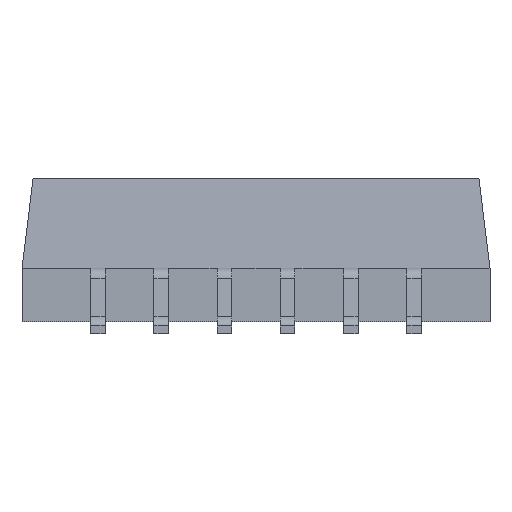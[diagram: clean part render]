
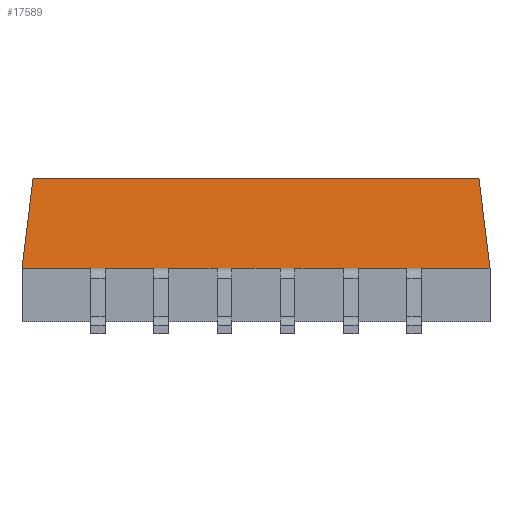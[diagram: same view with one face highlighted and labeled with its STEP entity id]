
A CAD part, front view. The second image highlights one B-rep face of the part: STEP entity #17589.
In plain terms, the highlighted planar face has unit normal (0, -0.993, 0.122).
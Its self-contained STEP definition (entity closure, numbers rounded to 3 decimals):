
#460 = LINE ( 'NONE', #14029, #7296 ) ;
#508 = ORIENTED_EDGE ( 'NONE', *, *, #8133, .T. ) ;
#742 = VERTEX_POINT ( 'NONE', #22029 ) ;
#884 = VERTEX_POINT ( 'NONE', #19671 ) ;
#1244 = LINE ( 'NONE', #16580, #16758 ) ;
#1271 = CARTESIAN_POINT ( 'NONE',  ( 0.77, -5.85, 0. ) ) ;
#1486 = EDGE_CURVE ( 'NONE', #3192, #18033, #11281, .T. ) ;
#1959 = DIRECTION ( 'NONE',  ( -1., 0., 0. ) ) ;
#2089 = VECTOR ( 'NONE', #8577, 1000. ) ;
#2410 = ORIENTED_EDGE ( 'NONE', *, *, #7399, .T. ) ;
#2471 = CARTESIAN_POINT ( 'NONE',  ( 7.4, -5.85, 0. ) ) ;
#2739 = CARTESIAN_POINT ( 'NONE',  ( 7.4, -5.85, 0. ) ) ;
#2757 = DIRECTION ( 'NONE',  ( 1., 0., 0. ) ) ;
#2965 = DIRECTION ( 'NONE',  ( 1., 0., 0. ) ) ;
#3192 = VERTEX_POINT ( 'NONE', #16851 ) ;
#3294 = CARTESIAN_POINT ( 'NONE',  ( -7.183, -5.633, 1.764 ) ) ;
#3350 = EDGE_CURVE ( 'NONE', #4995, #8398, #10034, .T. ) ;
#3517 = FACE_OUTER_BOUND ( 'NONE', #12520, .T. ) ;
#3593 = DIRECTION ( 'NONE',  ( 1., 0., 0. ) ) ;
#3634 = LINE ( 'NONE', #3743, #21391 ) ;
#3712 = CARTESIAN_POINT ( 'NONE',  ( 4.77, -5.85, 0. ) ) ;
#3743 = CARTESIAN_POINT ( 'NONE',  ( -3.23, -5.85, 0. ) ) ;
#3858 = CARTESIAN_POINT ( 'NONE',  ( 7.4, -5.85, 0. ) ) ;
#4031 = VERTEX_POINT ( 'NONE', #20169 ) ;
#4142 = ORIENTED_EDGE ( 'NONE', *, *, #8894, .T. ) ;
#4447 = CARTESIAN_POINT ( 'NONE',  ( 7.4, -5.85, 0. ) ) ;
#4531 = VERTEX_POINT ( 'NONE', #9841 ) ;
#4538 = DIRECTION ( 'NONE',  ( 1., 0., 0. ) ) ;
#4812 = LINE ( 'NONE', #21987, #5605 ) ;
#4873 = LINE ( 'NONE', #8358, #21341 ) ;
#4966 = ORIENTED_EDGE ( 'NONE', *, *, #19237, .T. ) ;
#4995 = VERTEX_POINT ( 'NONE', #20369 ) ;
#5156 = ORIENTED_EDGE ( 'NONE', *, *, #7675, .F. ) ;
#5165 = VECTOR ( 'NONE', #19899, 1000. ) ;
#5240 = EDGE_CURVE ( 'NONE', #4031, #18988, #3634, .T. ) ;
#5339 = LINE ( 'NONE', #18532, #19248 ) ;
#5419 = EDGE_CURVE ( 'NONE', #15606, #4531, #1244, .T. ) ;
#5605 = VECTOR ( 'NONE', #11653, 1000. ) ;
#5734 = EDGE_CURVE ( 'NONE', #8398, #21203, #5339, .T. ) ;
#5747 = LINE ( 'NONE', #15913, #8504 ) ;
#6086 = LINE ( 'NONE', #2471, #15588 ) ;
#6089 = ORIENTED_EDGE ( 'NONE', *, *, #11365, .T. ) ;
#6269 = CARTESIAN_POINT ( 'NONE',  ( 0., -5.5, 2.849 ) ) ;
#6707 = DIRECTION ( 'NONE',  ( 1., 0., 0. ) ) ;
#7296 = VECTOR ( 'NONE', #3593, 1000. ) ;
#7399 = EDGE_CURVE ( 'NONE', #17667, #8474, #21806, .T. ) ;
#7675 = EDGE_CURVE ( 'NONE', #4995, #19132, #18107, .T. ) ;
#7757 = CARTESIAN_POINT ( 'NONE',  ( 7.05, -5.5, 2.849 ) ) ;
#8026 = EDGE_CURVE ( 'NONE', #4531, #12954, #4873, .T. ) ;
#8098 = DIRECTION ( 'NONE',  ( 1., 0., 0. ) ) ;
#8133 = EDGE_CURVE ( 'NONE', #21203, #742, #5747, .T. ) ;
#8181 = CARTESIAN_POINT ( 'NONE',  ( -1.23, -5.85, 0. ) ) ;
#8358 = CARTESIAN_POINT ( 'NONE',  ( 7.4, -5.85, 0. ) ) ;
#8366 = ORIENTED_EDGE ( 'NONE', *, *, #13803, .T. ) ;
#8398 = VERTEX_POINT ( 'NONE', #10767 ) ;
#8474 = VERTEX_POINT ( 'NONE', #13885 ) ;
#8504 = VECTOR ( 'NONE', #17806, 1000. ) ;
#8577 = DIRECTION ( 'NONE',  ( -0.121, -0.121, -0.985 ) ) ;
#8894 = EDGE_CURVE ( 'NONE', #18033, #17667, #17750, .T. ) ;
#9253 = LINE ( 'NONE', #2739, #9830 ) ;
#9444 = ORIENTED_EDGE ( 'NONE', *, *, #3350, .T. ) ;
#9586 = DIRECTION ( 'NONE',  ( 0.121, -0.121, -0.985 ) ) ;
#9830 = VECTOR ( 'NONE', #9586, 1000. ) ;
#9841 = CARTESIAN_POINT ( 'NONE',  ( 5.23, -5.85, 0. ) ) ;
#10034 = LINE ( 'NONE', #3294, #2089 ) ;
#10120 = ORIENTED_EDGE ( 'NONE', *, *, #8026, .T. ) ;
#10767 = CARTESIAN_POINT ( 'NONE',  ( -7.4, -5.85, 0. ) ) ;
#10948 = LINE ( 'NONE', #18073, #21824 ) ;
#11281 = LINE ( 'NONE', #1271, #11725 ) ;
#11348 = ORIENTED_EDGE ( 'NONE', *, *, #5419, .T. ) ;
#11365 = EDGE_CURVE ( 'NONE', #884, #3192, #6086, .T. ) ;
#11653 = DIRECTION ( 'NONE',  ( 1., 0., 0. ) ) ;
#11725 = VECTOR ( 'NONE', #17951, 1000. ) ;
#11904 = CARTESIAN_POINT ( 'NONE',  ( -2.77, -5.85, 0. ) ) ;
#12470 = ORIENTED_EDGE ( 'NONE', *, *, #19391, .F. ) ;
#12487 = CARTESIAN_POINT ( 'NONE',  ( 1.23, -5.85, 0. ) ) ;
#12520 = EDGE_LOOP ( 'NONE', ( #12470, #5156, #9444, #14981, #508, #8366, #21345, #15465, #4966, #6089, #21886, #4142, #2410, #20762, #11348, #10120 ) ) ;
#12810 = VECTOR ( 'NONE', #14434, 1000. ) ;
#12912 = CARTESIAN_POINT ( 'NONE',  ( -1.23, -5.85, 0. ) ) ;
#12945 = DIRECTION ( 'NONE',  ( 1., 0., 0. ) ) ;
#12954 = VERTEX_POINT ( 'NONE', #3858 ) ;
#13261 = CARTESIAN_POINT ( 'NONE',  ( 2.77, -5.85, 0. ) ) ;
#13803 = EDGE_CURVE ( 'NONE', #742, #4031, #4812, .T. ) ;
#13885 = CARTESIAN_POINT ( 'NONE',  ( 3.23, -5.85, 0. ) ) ;
#14029 = CARTESIAN_POINT ( 'NONE',  ( 7.4, -5.85, 0. ) ) ;
#14177 = CARTESIAN_POINT ( 'NONE',  ( 7.4, -5.85, 0. ) ) ;
#14434 = DIRECTION ( 'NONE',  ( 1., 0., 0. ) ) ;
#14777 = AXIS2_PLACEMENT_3D ( 'NONE', #14177, #17511, #1959 ) ;
#14981 = ORIENTED_EDGE ( 'NONE', *, *, #5734, .T. ) ;
#15465 = ORIENTED_EDGE ( 'NONE', *, *, #16893, .T. ) ;
#15588 = VECTOR ( 'NONE', #21360, 1000. ) ;
#15606 = VERTEX_POINT ( 'NONE', #3712 ) ;
#15913 = CARTESIAN_POINT ( 'NONE',  ( -5.23, -5.85, 0. ) ) ;
#16186 = VERTEX_POINT ( 'NONE', #12912 ) ;
#16580 = CARTESIAN_POINT ( 'NONE',  ( 4.77, -5.85, 0. ) ) ;
#16758 = VECTOR ( 'NONE', #8098, 1000. ) ;
#16851 = CARTESIAN_POINT ( 'NONE',  ( 0.77, -5.85, 0. ) ) ;
#16889 = LINE ( 'NONE', #8181, #5165 ) ;
#16893 = EDGE_CURVE ( 'NONE', #18988, #16186, #10948, .T. ) ;
#17175 = CARTESIAN_POINT ( 'NONE',  ( 2.77, -5.85, 0. ) ) ;
#17511 = DIRECTION ( 'NONE',  ( 0., -0.993, 0.122 ) ) ;
#17589 = ADVANCED_FACE ( 'NONE', ( #3517 ), #20622, .T. ) ;
#17667 = VERTEX_POINT ( 'NONE', #17175 ) ;
#17750 = LINE ( 'NONE', #4447, #20627 ) ;
#17806 = DIRECTION ( 'NONE',  ( 1., 0., 0. ) ) ;
#17951 = DIRECTION ( 'NONE',  ( 1., 0., 0. ) ) ;
#18033 = VERTEX_POINT ( 'NONE', #12487 ) ;
#18073 = CARTESIAN_POINT ( 'NONE',  ( 7.4, -5.85, 0. ) ) ;
#18107 = LINE ( 'NONE', #6269, #12810 ) ;
#18532 = CARTESIAN_POINT ( 'NONE',  ( 7.4, -5.85, 0. ) ) ;
#18988 = VERTEX_POINT ( 'NONE', #11904 ) ;
#19132 = VERTEX_POINT ( 'NONE', #7757 ) ;
#19237 = EDGE_CURVE ( 'NONE', #16186, #884, #16889, .T. ) ;
#19248 = VECTOR ( 'NONE', #6707, 1000. ) ;
#19391 = EDGE_CURVE ( 'NONE', #19132, #12954, #9253, .T. ) ;
#19538 = CARTESIAN_POINT ( 'NONE',  ( -5.23, -5.85, 0. ) ) ;
#19671 = CARTESIAN_POINT ( 'NONE',  ( -0.77, -5.85, 0. ) ) ;
#19899 = DIRECTION ( 'NONE',  ( 1., 0., 0. ) ) ;
#20169 = CARTESIAN_POINT ( 'NONE',  ( -3.23, -5.85, 0. ) ) ;
#20369 = CARTESIAN_POINT ( 'NONE',  ( -7.05, -5.5, 2.849 ) ) ;
#20622 = PLANE ( 'NONE',  #14777 ) ;
#20627 = VECTOR ( 'NONE', #2757, 1000. ) ;
#20762 = ORIENTED_EDGE ( 'NONE', *, *, #21999, .T. ) ;
#20968 = DIRECTION ( 'NONE',  ( 1., 0., 0. ) ) ;
#21203 = VERTEX_POINT ( 'NONE', #19538 ) ;
#21341 = VECTOR ( 'NONE', #2965, 1000. ) ;
#21345 = ORIENTED_EDGE ( 'NONE', *, *, #5240, .T. ) ;
#21360 = DIRECTION ( 'NONE',  ( 1., 0., 0. ) ) ;
#21391 = VECTOR ( 'NONE', #20968, 1000. ) ;
#21654 = VECTOR ( 'NONE', #12945, 1000. ) ;
#21806 = LINE ( 'NONE', #13261, #21654 ) ;
#21824 = VECTOR ( 'NONE', #4538, 1000. ) ;
#21886 = ORIENTED_EDGE ( 'NONE', *, *, #1486, .T. ) ;
#21987 = CARTESIAN_POINT ( 'NONE',  ( 7.4, -5.85, 0. ) ) ;
#21999 = EDGE_CURVE ( 'NONE', #8474, #15606, #460, .T. ) ;
#22029 = CARTESIAN_POINT ( 'NONE',  ( -4.77, -5.85, 0. ) ) ;
